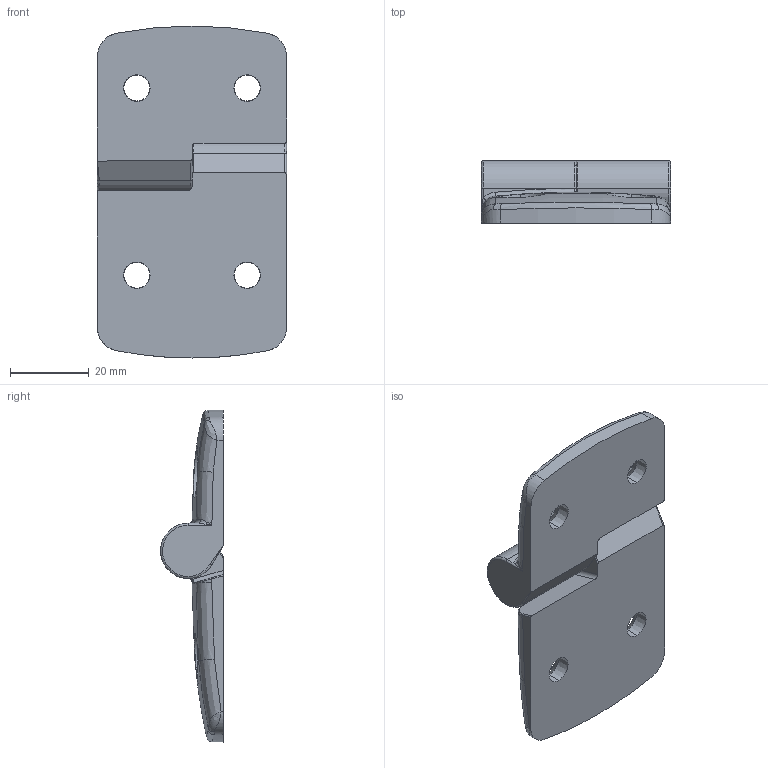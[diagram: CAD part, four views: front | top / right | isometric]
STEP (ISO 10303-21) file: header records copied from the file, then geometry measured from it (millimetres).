
FILE_DESCRIPTION (( 'STEP AP214' ), '1' );
FILE_NAME ('095k3550r00.STEP', '2014-08-26T06:34:02', ( '' ), ( '' ), 'SwSTEP 2.0', 'SolidWorks 2014', '' );
FILE_SCHEMA (( 'AUTOMOTIVE_DESIGN' ));
Length unit declared in the file: millimetre
Products named in the file (1): 095k3550r00
Bounding box: 48 x 15.95 x 84.25 mm (x, y, z)
Volume: 27794 mm3; surface area: 13476.8 mm2
Topology: 5 solids, 5 shells, 177 faces, 435 edges, 265 vertices
Faces by surface type: cylinder 59, bspline 54, plane 39, cone 25
Entity records: 9809 total; most frequent: CARTESIAN_POINT 4044, ORIENTED_EDGE 856, DIRECTION 681, EDGE_CURVE 428, AXIS2_PLACEMENT_3D 276, VERTEX_POINT 265, EDGE_LOOP 189, UNCERTAINTY_MEASURE_WITH_UNIT 184
